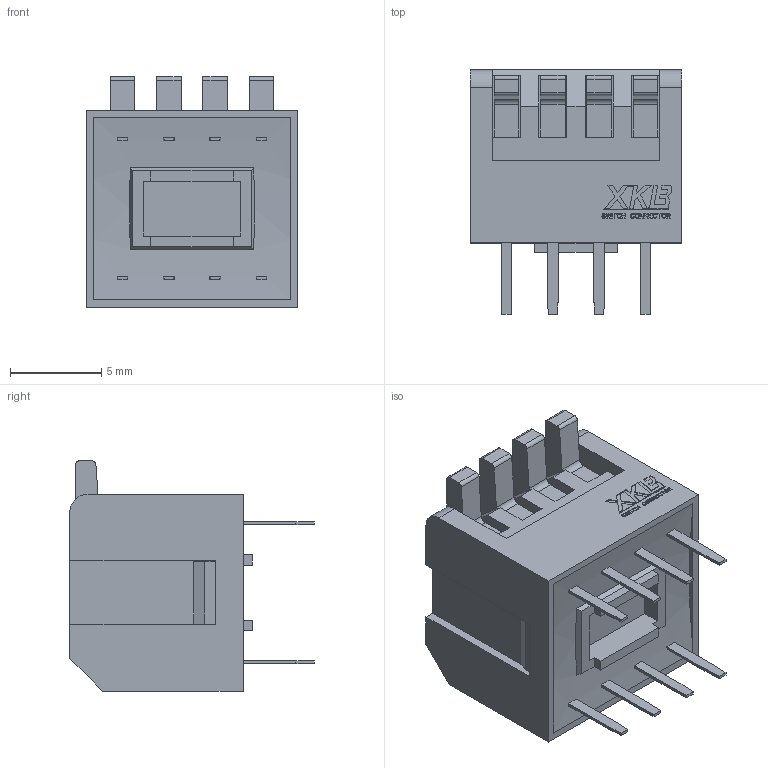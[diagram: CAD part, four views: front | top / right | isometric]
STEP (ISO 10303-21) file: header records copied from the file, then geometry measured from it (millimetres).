
FILE_DESCRIPTION((''),'2;1');
FILE_NAME('DPL-04XP','2019-12-27T',('Administrator'),(''),'PRO/ENGINEER BY PARAMETRIC TECHNOLOGY CORPORATION, 2010280','PRO/ENGINEER BY PARAMETRIC TECHNOLOGY CORPORATION, 2010280','');
FILE_SCHEMA(('CONFIG_CONTROL_DESIGN'));
Length unit declared in the file: millimetre
Products named in the file (1): DPL-04XP
Bounding box: 11.6 x 13.4 x 12.63 mm (x, y, z)
Volume: 1100 mm3; surface area: 897.3 mm2
Topology: 1 solids, 1 shells, 589 faces, 1664 edges, 1108 vertices
Faces by surface type: plane 570, cylinder 19
Entity records: 18737 total; most frequent: CARTESIAN_POINT 3364, ORIENTED_EDGE 3328, DIRECTION 2894, EDGE_CURVE 1664, VECTOR 1608, LINE 1608, VERTEX_POINT 1108, AXIS2_PLACEMENT_3D 643
